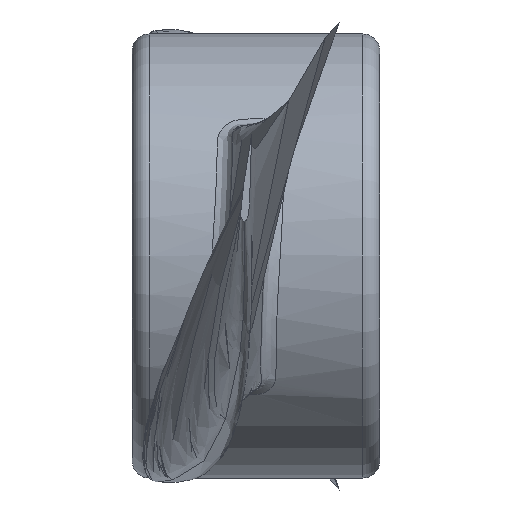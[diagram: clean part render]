
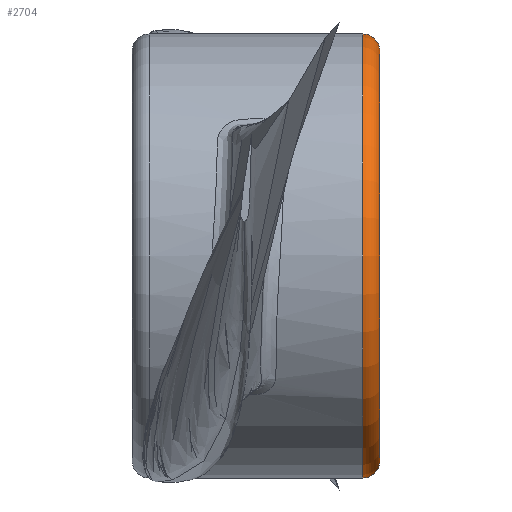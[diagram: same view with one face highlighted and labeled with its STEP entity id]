
A CAD part, left-side view. The second image highlights one B-rep face of the part: STEP entity #2704.
In plain terms, the highlighted toroidal (fillet/blend) face has major radius 6 mm and minor radius 0.5 mm.
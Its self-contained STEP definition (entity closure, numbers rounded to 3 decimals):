
#57 = CARTESIAN_POINT ( 'NONE',  ( 0., 0.903, 6.5 ) ) ;
#102 = ORIENTED_EDGE ( 'NONE', *, *, #1426, .T. ) ;
#224 = AXIS2_PLACEMENT_3D ( 'NONE', #3538, #1431, #3583 ) ;
#299 = EDGE_CURVE ( 'NONE', #1260, #1672, #2054, .T. ) ;
#341 = TOROIDAL_SURFACE ( 'NONE', #224, 6., 0.5 ) ;
#526 = FACE_OUTER_BOUND ( 'NONE', #3791, .T. ) ;
#607 = DIRECTION ( 'NONE',  ( -1., 0., 0. ) ) ;
#805 = ORIENTED_EDGE ( 'NONE', *, *, #2915, .F. ) ;
#903 = CIRCLE ( 'NONE', #3361, 6. ) ;
#1099 = ORIENTED_EDGE ( 'NONE', *, *, #299, .T. ) ;
#1260 = VERTEX_POINT ( 'NONE', #1620 ) ;
#1406 = DIRECTION ( 'NONE',  ( 0., 0., -1. ) ) ;
#1408 = CARTESIAN_POINT ( 'NONE',  ( 0., 0.903, -6. ) ) ;
#1426 = EDGE_CURVE ( 'NONE', #1672, #2628, #1932, .T. ) ;
#1431 = DIRECTION ( 'NONE',  ( 0., 1., 0. ) ) ;
#1445 = CARTESIAN_POINT ( 'NONE',  ( 0., 0.903, 6. ) ) ;
#1539 = VERTEX_POINT ( 'NONE', #3787 ) ;
#1620 = CARTESIAN_POINT ( 'NONE',  ( 0., 0.403, 6. ) ) ;
#1662 = ORIENTED_EDGE ( 'NONE', *, *, #1800, .T. ) ;
#1672 = VERTEX_POINT ( 'NONE', #57 ) ;
#1800 = EDGE_CURVE ( 'NONE', #1539, #1260, #903, .T. ) ;
#1932 = CIRCLE ( 'NONE', #2603, 6.5 ) ;
#2008 = CARTESIAN_POINT ( 'NONE',  ( 0., 0.903, 0. ) ) ;
#2054 = CIRCLE ( 'NONE', #2539, 0.5 ) ;
#2057 = CIRCLE ( 'NONE', #2540, 0.5 ) ;
#2270 = DIRECTION ( 'NONE',  ( 0., -1., 0. ) ) ;
#2388 = DIRECTION ( 'NONE',  ( 0., 0., -1. ) ) ;
#2539 = AXIS2_PLACEMENT_3D ( 'NONE', #1445, #607, #3803 ) ;
#2540 = AXIS2_PLACEMENT_3D ( 'NONE', #1408, #3492, #3806 ) ;
#2603 = AXIS2_PLACEMENT_3D ( 'NONE', #2008, #2270, #1406 ) ;
#2618 = CARTESIAN_POINT ( 'NONE',  ( 0., 0.403, 0. ) ) ;
#2628 = VERTEX_POINT ( 'NONE', #3825 ) ;
#2704 = ADVANCED_FACE ( 'NONE', ( #526 ), #341, .T. ) ;
#2915 = EDGE_CURVE ( 'NONE', #1539, #2628, #2057, .T. ) ;
#3361 = AXIS2_PLACEMENT_3D ( 'NONE', #2618, #3822, #2388 ) ;
#3492 = DIRECTION ( 'NONE',  ( 1., 0., 0. ) ) ;
#3538 = CARTESIAN_POINT ( 'NONE',  ( 0., 0.903, 0. ) ) ;
#3583 = DIRECTION ( 'NONE',  ( 0., 0., -1. ) ) ;
#3787 = CARTESIAN_POINT ( 'NONE',  ( 0., 0.403, -6. ) ) ;
#3791 = EDGE_LOOP ( 'NONE', ( #1662, #1099, #102, #805 ) ) ;
#3803 = DIRECTION ( 'NONE',  ( 0., 0., 1. ) ) ;
#3806 = DIRECTION ( 'NONE',  ( 0., 0., -1. ) ) ;
#3822 = DIRECTION ( 'NONE',  ( 0., 1., 0. ) ) ;
#3825 = CARTESIAN_POINT ( 'NONE',  ( 0., 0.903, -6.5 ) ) ;
